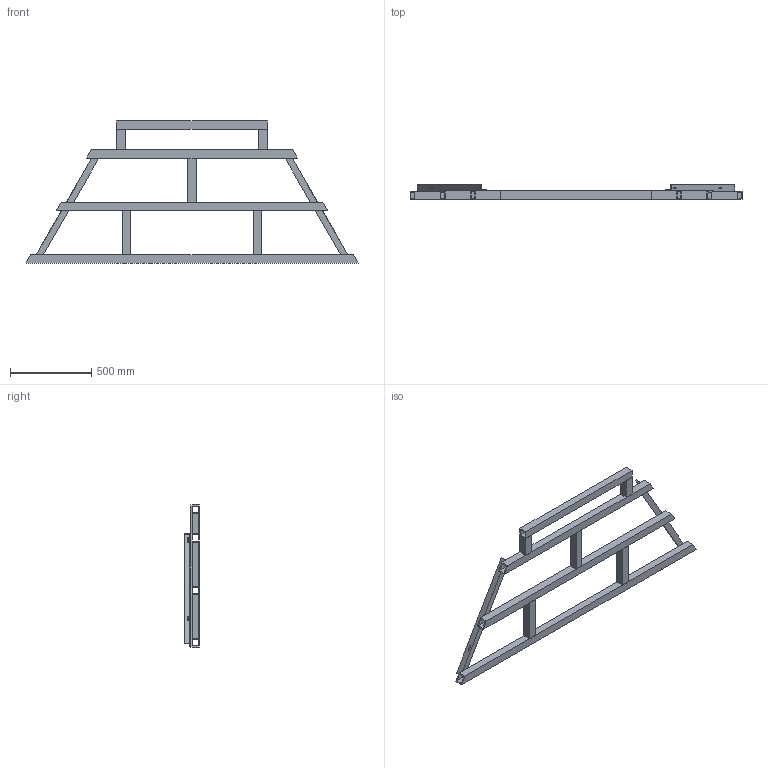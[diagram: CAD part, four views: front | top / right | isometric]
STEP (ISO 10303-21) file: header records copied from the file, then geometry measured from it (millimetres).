
FILE_DESCRIPTION(/* description */ (''),/* implementation_level */ '2;1');
FILE_NAME(/* name */ 'GE-17033_ASM_16_ASM.stp',/* time_stamp */ '2017-01-08T12:09:20-05:00',/* author */ ('jeff1'),/* organization */ (''),/* preprocessor_version */ 'ST-DEVELOPER v16.5',/* originating_system */ 'Autodesk Inventor 2017',/* authorisation */ '');
FILE_SCHEMA (('AUTOMOTIVE_DESIGN { 1 0 10303 214 3 1 1 }'));
Length unit declared in the file: inch
Products named in the file (9): GE-17033_ASM_16_ASM; GE-17033-01_13; GE-17033-02_8; GE-17033-03_7; GE-17033-04_5; GE-17033-05_5; GE-17033-06_8; GE-17033-07_3; GE-17033-08_4
Assembly tree (11 placements, depth 2):
  GE-17033_ASM_16_ASM
    GE-17033-01_13
    GE-17033-02_8
    GE-17033-03_7
    GE-17033-04_5
    GE-17033-05_5  x2
    GE-17033-06_8
    GE-17033-07_3  x3
    GE-17033-08_4
Bounding box: 2048.44 x 88.9 x 876.3 mm (x, y, z)
Volume: 8518282.9 mm3; surface area: 2727734.6 mm2
Topology: 11 solids, 11 shells, 122 faces, 300 edges, 200 vertices
Faces by surface type: plane 114, cylinder 8
Entity records: 2999 total; most frequent: CARTESIAN_POINT 492, DIRECTION 468, ORIENTED_EDGE 456, EDGE_CURVE 228, LINE 212, VECTOR 212, VERTEX_POINT 152, AXIS2_PLACEMENT_3D 128
